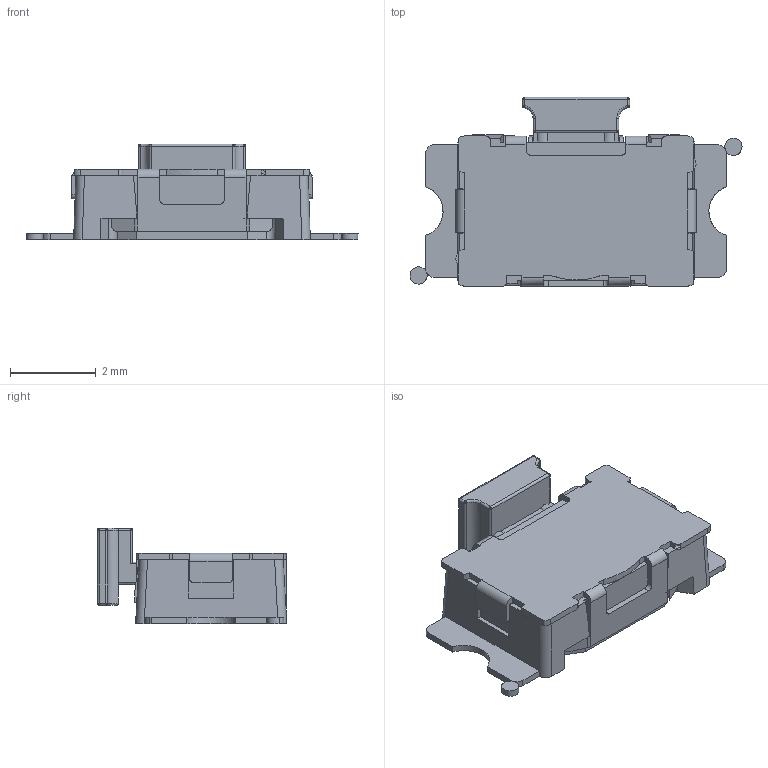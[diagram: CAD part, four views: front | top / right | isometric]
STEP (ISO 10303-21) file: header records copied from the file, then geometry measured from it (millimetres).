
FILE_DESCRIPTION (( 'STEP AP214' ), '1' );
FILE_NAME ('KSS331.STEP', '2023-04-18T19:43:59', ( 'Roman' ), ( '' ), 'SwSTEP 2.0', 'SolidWorks 2023', '' );
FILE_SCHEMA (( 'AUTOMOTIVE_DESIGN' ));
Length unit declared in the file: millimetre
Products named in the file (1): KSS331
Bounding box: 7.74 x 4.41 x 2.23 mm (x, y, z)
Surface area: 105.1 mm2 (no closed solid volume)
Topology: 0 solids, 2 shells, 352 faces, 963 edges, 617 vertices
Faces by surface type: plane 206, cylinder 100, sphere 40, torus 4, cone 2
Entity records: 12348 total; most frequent: CARTESIAN_POINT 5305, ORIENTED_EDGE 1892, EDGE_CURVE 965, B_SPLINE_CURVE_WITH_KNOTS 927, DIRECTION 764, VERTEX_POINT 621, AXIS2_PLACEMENT_3D 373, EDGE_LOOP 362
